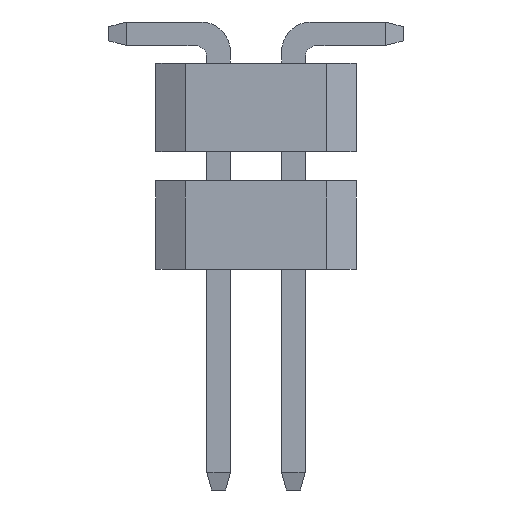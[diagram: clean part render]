
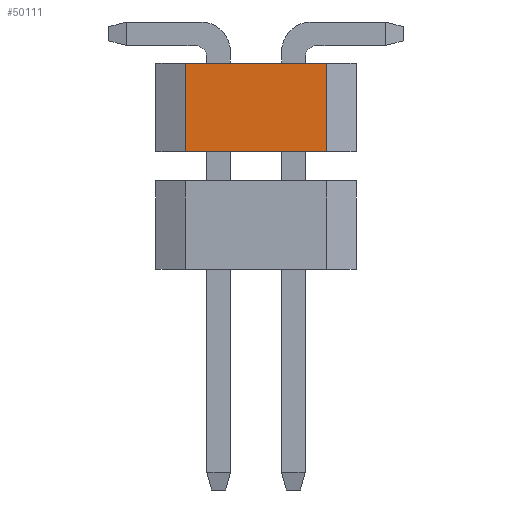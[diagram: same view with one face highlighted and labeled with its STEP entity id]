
A CAD part, left-side view. The second image highlights one B-rep face of the part: STEP entity #50111.
In plain terms, the highlighted planar face has unit normal (-1, 0, 0).
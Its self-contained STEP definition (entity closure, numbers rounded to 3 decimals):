
#1337 = ORIENTED_EDGE ( 'NONE', *, *, #6457, .T. ) ;
#2021 = DIRECTION ( 'NONE',  ( 0., 0., 1. ) ) ;
#2549 = CARTESIAN_POINT ( 'NONE',  ( -12.7, -1.2, 1. ) ) ;
#3849 = DIRECTION ( 'NONE',  ( 1., 0., 0. ) ) ;
#4308 = CARTESIAN_POINT ( 'NONE',  ( -12.7, 1.2, 2. ) ) ;
#4572 = LINE ( 'NONE', #18873, #22822 ) ;
#4835 = DIRECTION ( 'NONE',  ( 0., 0., -1. ) ) ;
#5772 = EDGE_CURVE ( 'NONE', #16018, #22558, #4572, .T. ) ;
#5825 = ORIENTED_EDGE ( 'NONE', *, *, #5772, .T. ) ;
#6343 = LINE ( 'NONE', #2549, #19520 ) ;
#6457 = EDGE_CURVE ( 'NONE', #22558, #15802, #14551, .T. ) ;
#6462 = VERTEX_POINT ( 'NONE', #33057 ) ;
#8295 = CARTESIAN_POINT ( 'NONE',  ( -12.7, 1.2, 3.5 ) ) ;
#9748 = CARTESIAN_POINT ( 'NONE',  ( -12.7, -1.7, 3.5 ) ) ;
#11381 = AXIS2_PLACEMENT_3D ( 'NONE', #30484, #3849, #34282 ) ;
#14551 = LINE ( 'NONE', #25696, #38780 ) ;
#15196 = EDGE_CURVE ( 'NONE', #15802, #6462, #6343, .T. ) ;
#15802 = VERTEX_POINT ( 'NONE', #26820 ) ;
#16018 = VERTEX_POINT ( 'NONE', #8295 ) ;
#18873 = CARTESIAN_POINT ( 'NONE',  ( -12.7, 1.2, 3.5 ) ) ;
#19520 = VECTOR ( 'NONE', #2021, 1000. ) ;
#21395 = DIRECTION ( 'NONE',  ( 0., -1., 0. ) ) ;
#21747 = ORIENTED_EDGE ( 'NONE', *, *, #24755, .F. ) ;
#22558 = VERTEX_POINT ( 'NONE', #4308 ) ;
#22822 = VECTOR ( 'NONE', #4835, 1000. ) ;
#24755 = EDGE_CURVE ( 'NONE', #16018, #6462, #32587, .T. ) ;
#25696 = CARTESIAN_POINT ( 'NONE',  ( -12.7, -1.7, 2. ) ) ;
#26820 = CARTESIAN_POINT ( 'NONE',  ( -12.7, -1.2, 2. ) ) ;
#26932 = FACE_OUTER_BOUND ( 'NONE', #30371, .T. ) ;
#30371 = EDGE_LOOP ( 'NONE', ( #1337, #37705, #21747, #5825 ) ) ;
#30484 = CARTESIAN_POINT ( 'NONE',  ( -12.7, -1.7, 3.5 ) ) ;
#30682 = VECTOR ( 'NONE', #21395, 1000. ) ;
#32587 = LINE ( 'NONE', #9748, #30682 ) ;
#33057 = CARTESIAN_POINT ( 'NONE',  ( -12.7, -1.2, 3.5 ) ) ;
#34282 = DIRECTION ( 'NONE',  ( 0., 0., -1. ) ) ;
#37370 = DIRECTION ( 'NONE',  ( 0., -1., 0. ) ) ;
#37705 = ORIENTED_EDGE ( 'NONE', *, *, #15196, .T. ) ;
#38780 = VECTOR ( 'NONE', #37370, 1000. ) ;
#50013 = PLANE ( 'NONE',  #11381 ) ;
#50111 = ADVANCED_FACE ( 'NONE', ( #26932 ), #50013, .F. ) ;
